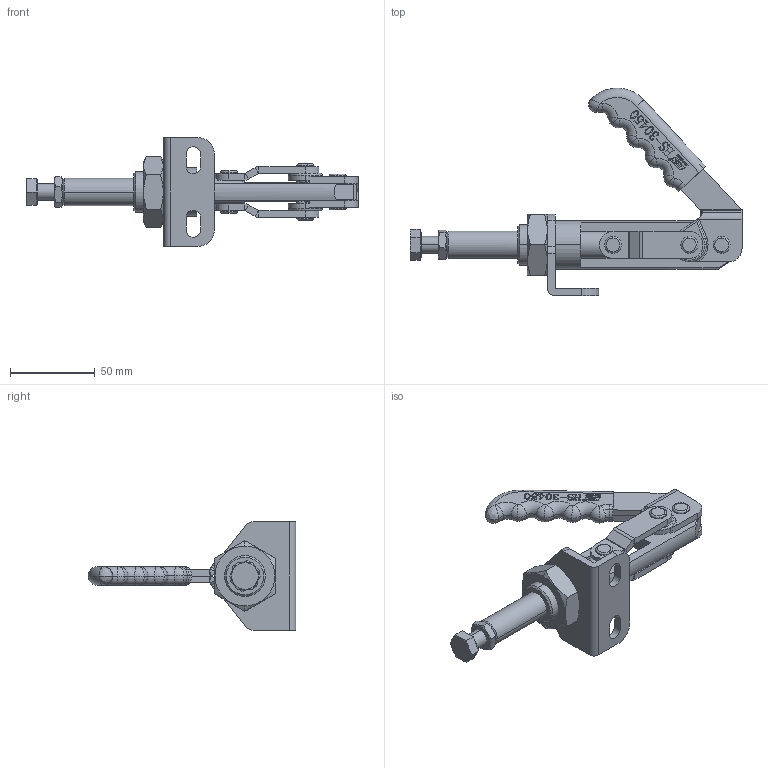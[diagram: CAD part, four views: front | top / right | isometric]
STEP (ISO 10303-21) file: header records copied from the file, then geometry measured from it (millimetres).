
FILE_DESCRIPTION (( 'STEP AP203' ), '1' );
FILE_NAME ('HS-30450装配体.STEP', '2018-12-07T06:36:40', ( 'PCOS' ), ( '微软中国' ), 'SwSTEP 2.0', 'SolidWorks 2012', '' );
FILE_SCHEMA (( 'CONFIG_CONTROL_DESIGN' ));
Length unit declared in the file: millimetre
Products named in the file (15): HS-30450蚾饜极; 种3; hexagon head bolts-full thread gb_GB_FASTENER_BOLT_STBAB A M10X35-N; hex thin nuts-grades ab-chamfered gb_GB_FASTENER_NUT_STNAB M10-N; hex thin nuts-grades ab-chamfered gb_GB_FASTENER_NUT_STNAB  B M24-N; 忒參; 种2; 埴菁釱; 挴裝; 种1; 忒梟衵; 忒梟酘; 蟀裝酘; 蟀裝衵; 菁釱盓殤
Assembly tree (16 placements, depth 2):
  HS-30450蚾饜极
    菁釱盓殤
    蟀裝衵
    蟀裝酘
    忒梟酘
    忒梟衵
    种1
    挴裝
    埴菁釱
    种2  x3
    忒參
    hex thin nuts-grades ab-chamfered gb_GB_FASTENER_NUT_STNAB  B M24-N
    hex thin nuts-grades ab-chamfered gb_GB_FASTENER_NUT_STNAB M10-N
    hexagon head bolts-full thread gb_GB_FASTENER_BOLT_STBAB A M10X35-N
    种3
Bounding box: 195.58 x 122.35 x 64 mm (x, y, z)
Volume: 115609.5 mm3; surface area: 54461.1 mm2
Topology: 16 solids, 16 shells, 753 faces, 1886 edges, 1200 vertices
Faces by surface type: plane 352, cylinder 157, bspline 152, torus 58, cone 34
Entity records: 29984 total; most frequent: CARTESIAN_POINT 11747, ORIENTED_EDGE 3660, DIRECTION 3045, EDGE_CURVE 1830, VERTEX_POINT 1168, AXIS2_PLACEMENT_3D 1016, LINE 1013, VECTOR 1013
